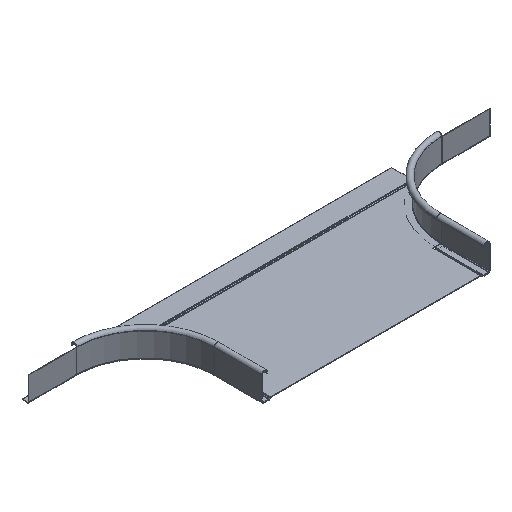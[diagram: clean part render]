
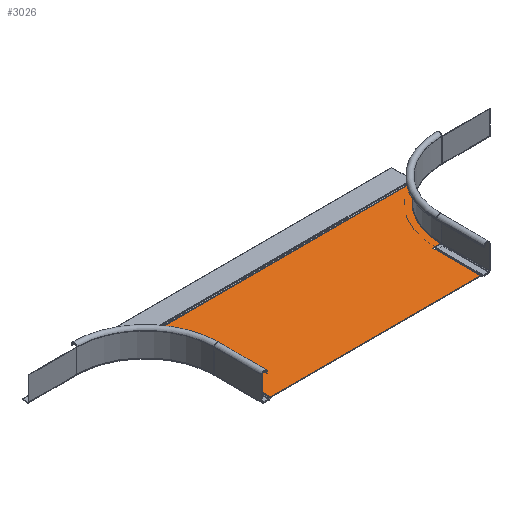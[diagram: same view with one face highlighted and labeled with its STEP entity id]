
A CAD part, isometric view. The second image highlights one B-rep face of the part: STEP entity #3026.
In plain terms, the highlighted planar face has unit normal (0, 0, 1).
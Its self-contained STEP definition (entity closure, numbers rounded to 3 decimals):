
#1881=DIRECTION('',(1.,0.,0.));
#1882=VECTOR('',#1881,0.714);
#1883=CARTESIAN_POINT('',(229.5,100.,1.5));
#1884=LINE('',#1883,#1882);
#1903=DIRECTION('',(0.,1.,0.));
#1904=VECTOR('',#1903,100.);
#1905=CARTESIAN_POINT('',(230.214,0.,1.5));
#1906=LINE('',#1905,#1904);
#2095=DIRECTION('',(1.,0.,0.));
#2096=VECTOR('',#2095,460.429);
#2097=CARTESIAN_POINT('',(-230.214,0.,1.5));
#2098=LINE('',#2097,#2096);
#2099=DIRECTION('',(-1.,0.,0.));
#2100=VECTOR('',#2099,0.714);
#2101=CARTESIAN_POINT('',(-229.5,100.,1.5));
#2102=LINE('',#2101,#2100);
#2103=DIRECTION('',(0.,-1.,0.));
#2104=VECTOR('',#2103,5.);
#2105=CARTESIAN_POINT('',(-229.5,105.,1.5));
#2106=LINE('',#2105,#2104);
#2107=DIRECTION('',(1.,0.,0.));
#2108=VECTOR('',#2107,18.);
#2109=CARTESIAN_POINT('',(-247.5,105.,1.5));
#2110=LINE('',#2109,#2108);
#2111=CARTESIAN_POINT('',(-400.,105.,1.5));
#2112=DIRECTION('',(0.,0.,-1.));
#2113=DIRECTION('',(0.426,0.905,0.));
#2114=AXIS2_PLACEMENT_3D('',#2111,#2112,#2113);
#2116=DIRECTION('',(0.,-1.,0.));
#2117=VECTOR('',#2116,8.511);
#2118=CARTESIAN_POINT('',(-335.,251.464,1.5));
#2119=LINE('',#2118,#2117);
#2120=CARTESIAN_POINT('',(400.,105.,1.5));
#2121=DIRECTION('',(0.,0.,-1.));
#2122=DIRECTION('',(-1.,0.,0.));
#2123=AXIS2_PLACEMENT_3D('',#2120,#2121,#2122);
#2129=DIRECTION('',(0.,-1.,0.));
#2130=VECTOR('',#2129,100.);
#2131=CARTESIAN_POINT('',(-230.214,100.,1.5));
#2132=LINE('',#2131,#2130);
#2351=DIRECTION('',(0.,-1.,0.));
#2352=VECTOR('',#2351,8.511);
#2353=CARTESIAN_POINT('',(335.,251.464,1.5));
#2354=LINE('',#2353,#2352);
#2367=DIRECTION('',(-1.,0.,0.));
#2368=VECTOR('',#2367,18.);
#2369=CARTESIAN_POINT('',(247.5,105.,1.5));
#2370=LINE('',#2369,#2368);
#2375=DIRECTION('',(0.,-1.,0.));
#2376=VECTOR('',#2375,5.);
#2377=CARTESIAN_POINT('',(229.5,105.,1.5));
#2378=LINE('',#2377,#2376);
#2387=DIRECTION('',(1.,0.,0.));
#2388=VECTOR('',#2387,670.);
#2389=CARTESIAN_POINT('',(-335.,251.464,1.5));
#2390=LINE('',#2389,#2388);
#2407=CARTESIAN_POINT('',(-335.,242.954,1.5));
#2409=VERTEX_POINT('',#2407);
#2411=CARTESIAN_POINT('',(-247.5,105.,1.5));
#2412=VERTEX_POINT('',#2411);
#2415=CARTESIAN_POINT('',(-229.5,105.,1.5));
#2416=VERTEX_POINT('',#2415);
#2419=CARTESIAN_POINT('',(-229.5,100.,1.5));
#2420=VERTEX_POINT('',#2419);
#2422=CARTESIAN_POINT('',(-230.214,100.,1.5));
#2424=VERTEX_POINT('',#2422);
#2425=CARTESIAN_POINT('',(-230.214,0.,1.5));
#2426=CARTESIAN_POINT('',(230.214,0.,1.5));
#2427=VERTEX_POINT('',#2425);
#2428=VERTEX_POINT('',#2426);
#2441=CARTESIAN_POINT('',(229.5,100.,1.5));
#2442=CARTESIAN_POINT('',(230.214,100.,1.5));
#2443=VERTEX_POINT('',#2441);
#2444=VERTEX_POINT('',#2442);
#2445=CARTESIAN_POINT('',(229.5,105.,1.5));
#2446=VERTEX_POINT('',#2445);
#2447=CARTESIAN_POINT('',(247.5,105.,1.5));
#2448=VERTEX_POINT('',#2447);
#2449=CARTESIAN_POINT('',(335.,242.954,1.5));
#2450=VERTEX_POINT('',#2449);
#2451=CARTESIAN_POINT('',(335.,251.464,1.5));
#2452=VERTEX_POINT('',#2451);
#2453=CARTESIAN_POINT('',(-335.,251.464,1.5));
#2454=VERTEX_POINT('',#2453);
#2996=CARTESIAN_POINT('',(335.,0.,1.5));
#2997=DIRECTION('',(0.,0.,1.));
#2998=DIRECTION('',(0.,-1.,0.));
#2999=AXIS2_PLACEMENT_3D('',#2996,#2997,#2998);
#3000=PLANE('',#2999);
#3001=ORIENTED_EDGE('',*,*,#2677,.F.);
#3002=ORIENTED_EDGE('',*,*,#2830,.F.);
#3004=ORIENTED_EDGE('',*,*,#3003,.F.);
#3005=ORIENTED_EDGE('',*,*,#2976,.F.);
#3006=ORIENTED_EDGE('',*,*,#2987,.F.);
#3008=ORIENTED_EDGE('',*,*,#3007,.F.);
#3010=ORIENTED_EDGE('',*,*,#3009,.F.);
#3012=ORIENTED_EDGE('',*,*,#3011,.F.);
#3014=ORIENTED_EDGE('',*,*,#3013,.T.);
#3016=ORIENTED_EDGE('',*,*,#3015,.T.);
#3018=ORIENTED_EDGE('',*,*,#3017,.F.);
#3020=ORIENTED_EDGE('',*,*,#3019,.T.);
#3022=ORIENTED_EDGE('',*,*,#3021,.T.);
#3023=ORIENTED_EDGE('',*,*,#2648,.T.);
#3024=EDGE_LOOP('',(#3001,#3002,#3004,#3005,#3006,#3008,#3010,#3012,#3014,#3016,
#3018,#3020,#3022,#3023));
#3025=FACE_OUTER_BOUND('',#3024,.F.);
#3026=ADVANCED_FACE('',(#3025),#3000,.T.);
#2115=CIRCLE('',#2114,152.5);
#2124=CIRCLE('',#2123,152.5);
#2648=EDGE_CURVE('',#2443,#2444,#1884,.T.);
#2677=EDGE_CURVE('',#2428,#2444,#1906,.T.);
#2830=EDGE_CURVE('',#2427,#2428,#2098,.T.);
#2976=EDGE_CURVE('',#2420,#2424,#2102,.T.);
#2987=EDGE_CURVE('',#2416,#2420,#2106,.T.);
#3003=EDGE_CURVE('',#2424,#2427,#2132,.T.);
#3007=EDGE_CURVE('',#2412,#2416,#2110,.T.);
#3009=EDGE_CURVE('',#2409,#2412,#2115,.T.);
#3011=EDGE_CURVE('',#2454,#2409,#2119,.T.);
#3013=EDGE_CURVE('',#2454,#2452,#2390,.T.);
#3015=EDGE_CURVE('',#2452,#2450,#2354,.T.);
#3017=EDGE_CURVE('',#2448,#2450,#2124,.T.);
#3019=EDGE_CURVE('',#2448,#2446,#2370,.T.);
#3021=EDGE_CURVE('',#2446,#2443,#2378,.T.);
